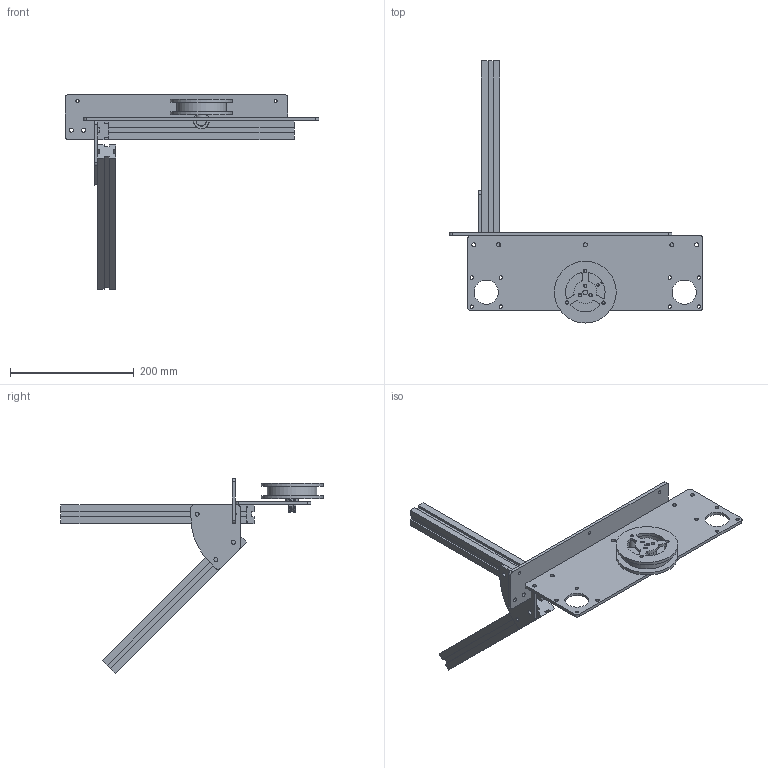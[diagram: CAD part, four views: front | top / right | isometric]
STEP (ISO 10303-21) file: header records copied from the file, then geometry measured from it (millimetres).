
FILE_DESCRIPTION(/* description */ ('','CAx-IF Rec.Pracs.---Representation and Presentation of Product Manufacturing Information (PMI)---4.0---2014-10-13'),/* implementation_level */ '2;1');
FILE_NAME(/* name */ 'Motor assembly.step',/* time_stamp */ '2025-01-14T15:02:18+08:00',/* author */ (''),/* organization */ (''),/* preprocessor_version */ 'ST-DEVELOPER v20',/* originating_system */ 'Autodesk Translation Framework v13.20.0.188',/* authorisation */ '');
FILE_SCHEMA (('AP242_MANAGED_MODEL_BASED_3D_ENGINEERING_MIM_LF { 1 0 10303 442 1 1 4 }'));
Length unit declared in the file: millimetre
Products named in the file (5): Motor assembly; 30mm extrusion; motor mount; pulley; caster pulley
Assembly tree (4 placements, depth 2):
  Motor assembly
    30mm extrusion
    motor mount
    pulley
    caster pulley
Bounding box: 410 x 423.5 x 314.63 mm (x, y, z)
Volume: 1160131 mm3; surface area: 355134.7 mm2
Topology: 11 solids, 11 shells, 240 faces, 637 edges, 424 vertices
Faces by surface type: cylinder 117, plane 114, cone 8, torus 1
Full cylindrical faces by diameter (mm): 3 x1, 4 x2, 4.5 x9, 5 x3, 5.5 x18, 6.5 x14, 16 x1, 20 x1, 21 x1, 26 x2, 39 x3, 80 x1, 100 x2
Entity records: 7917 total; most frequent: DIRECTION 1388, CARTESIAN_POINT 1311, ORIENTED_EDGE 1274, EDGE_CURVE 637, AXIS2_PLACEMENT_3D 501, VERTEX_POINT 424, LINE 386, VECTOR 386
